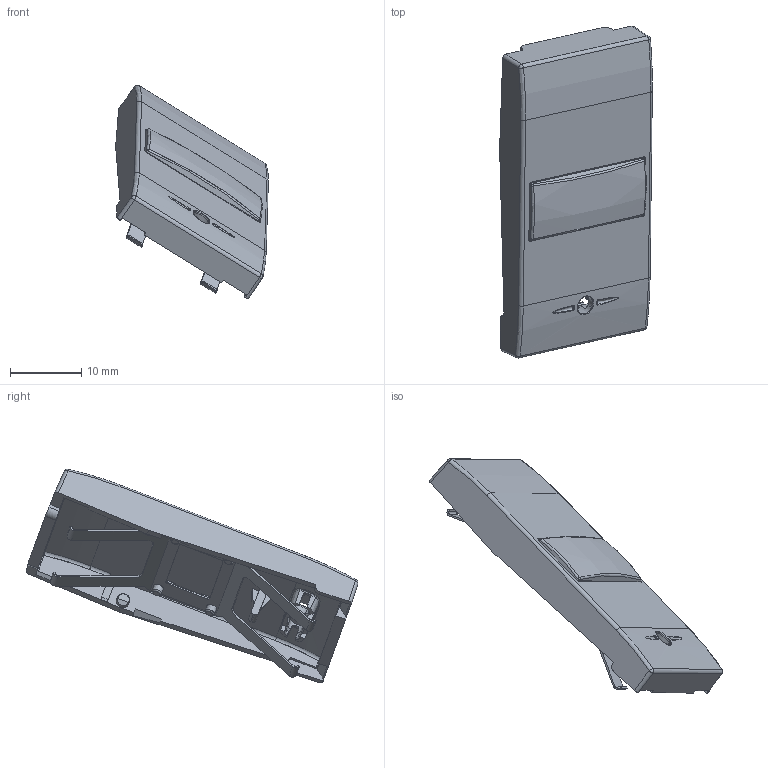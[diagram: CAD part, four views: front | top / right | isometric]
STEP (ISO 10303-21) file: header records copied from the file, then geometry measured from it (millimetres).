
FILE_DESCRIPTION(('CATIA V5 STEP Exchange'),'2;1');
FILE_NAME('441ELA01.stp','2024-03-08T08:23:22+00:00',('none'),('none'),'CATIA Version 5-6 Release 2016 SP6','CATIA V5 STEP AP203','none');
FILE_SCHEMA(('CONFIG_CONTROL_DESIGN'));
Length unit declared in the file: millimetre
Products named in the file (1): 44xELA01
Assembly tree (4 placements, depth 2):
  44xELA01
    #57
    #12911
    #14984
    #18716
Bounding box: 21.46 x 46.66 x 30.02 mm (x, y, z)
Volume: 2216.1 mm3; surface area: 4152.5 mm2
Topology: 3 solids, 3 shells, 497 faces, 1371 edges, 880 vertices
Faces by surface type: plane 252, cylinder 120, cone 44, torus 34, bspline 34, sphere 12, revolution 1
Entity records: 18741 total; most frequent: CARTESIAN_POINT 7435, ORIENTED_EDGE 2714, DIRECTION 1657, EDGE_CURVE 1357, VERTEX_POINT 876, VECTOR 697, LINE 697, AXIS2_PLACEMENT_3D 594
